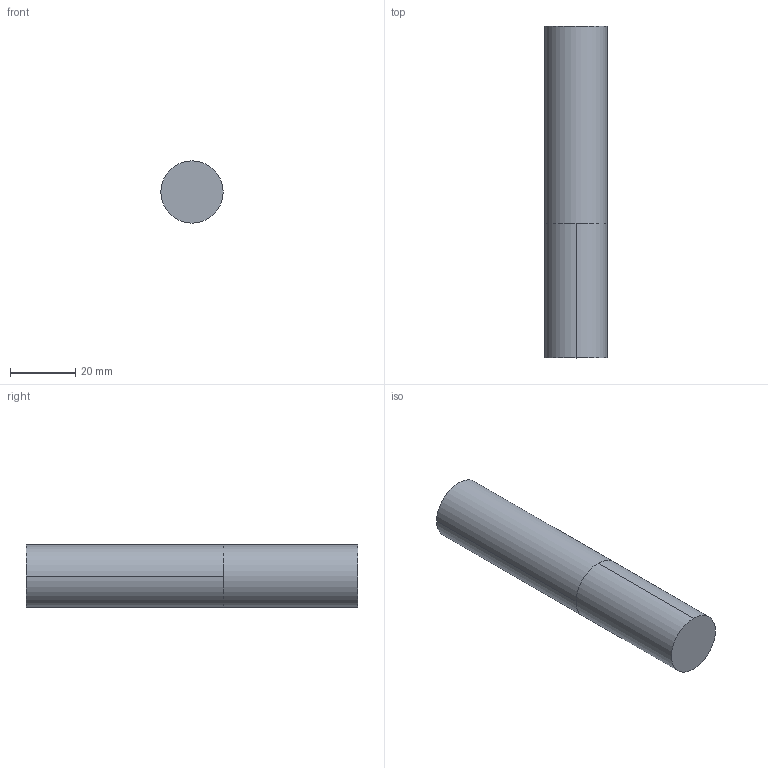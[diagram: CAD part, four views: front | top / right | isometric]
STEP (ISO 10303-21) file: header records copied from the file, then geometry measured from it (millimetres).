
FILE_DESCRIPTION (( 'STEP AP214' ), '1' );
FILE_NAME ('30662W.STEP', '2023-06-22T18:57:13', ( '' ), ( '' ), 'SwSTEP 2.0', 'SolidWorks 2023', '' );
FILE_SCHEMA (( 'AUTOMOTIVE_DESIGN' ));
Length unit declared in the file: inch
Products named in the file (1): 30662W
Bounding box: 19.05 x 101.6 x 19.05 mm (x, y, z)
Volume: 28958.3 mm3; surface area: 7220.6 mm2
Topology: 2 solids, 2 shells, 8 faces, 12 edges, 8 vertices
Faces by surface type: cylinder 4, plane 4
Entity records: 274 total; most frequent: DIRECTION 38, CARTESIAN_POINT 29, ORIENTED_EDGE 24, AXIS2_PLACEMENT_3D 17, EDGE_CURVE 12, EDGE_LOOP 8, ADVANCED_FACE 8, FACE_OUTER_BOUND 8
